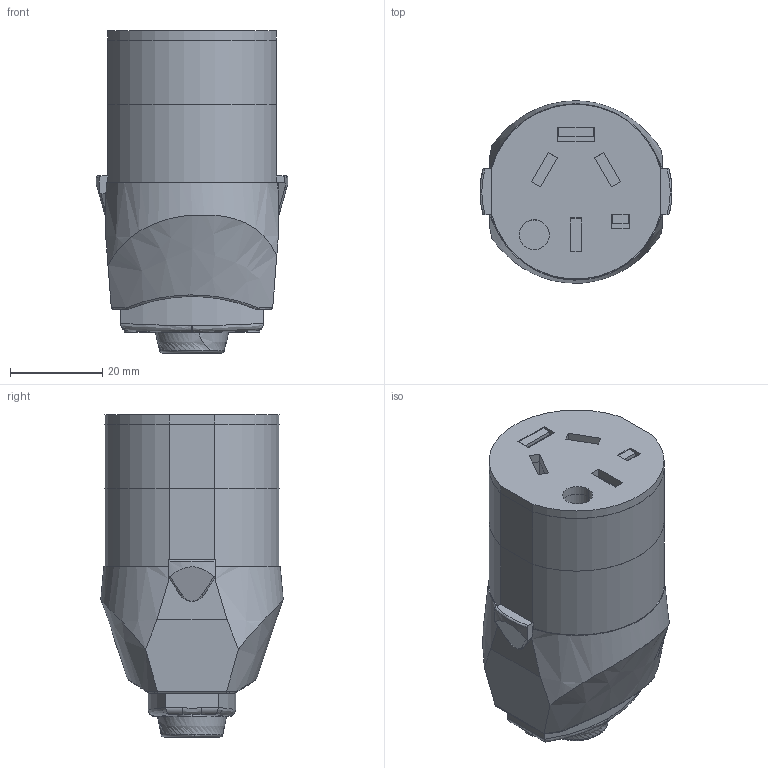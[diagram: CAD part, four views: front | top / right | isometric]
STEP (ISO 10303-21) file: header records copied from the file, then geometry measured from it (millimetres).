
FILE_DESCRIPTION (( 'STEP AP214' ), '1' );
FILE_NAME ('88040280.STEP', '2016-07-19T12:33:07', ( '' ), ( '' ), 'SwSTEP 2.0', 'SolidWorks 2015', '' );
FILE_SCHEMA (( 'AUTOMOTIVE_DESIGN' ));
Length unit declared in the file: millimetre
Products named in the file (1): 88040280
Bounding box: 41.7 x 39.62 x 70 mm (x, y, z)
Volume: 62322.9 mm3; surface area: 19675.7 mm2
Topology: 3 solids, 3 shells, 252 faces, 650 edges, 416 vertices
Faces by surface type: plane 122, cylinder 67, bspline 46, torus 9, sphere 8
Entity records: 13797 total; most frequent: CARTESIAN_POINT 7197, ORIENTED_EDGE 1296, DIRECTION 1007, EDGE_CURVE 648, VERTEX_POINT 416, LINE 337, VECTOR 337, AXIS2_PLACEMENT_3D 335
